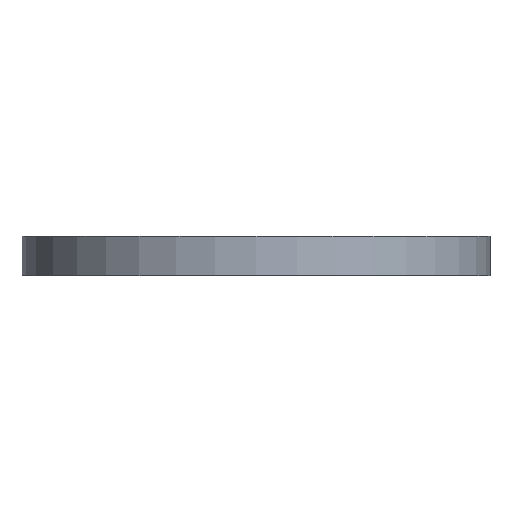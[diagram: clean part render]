
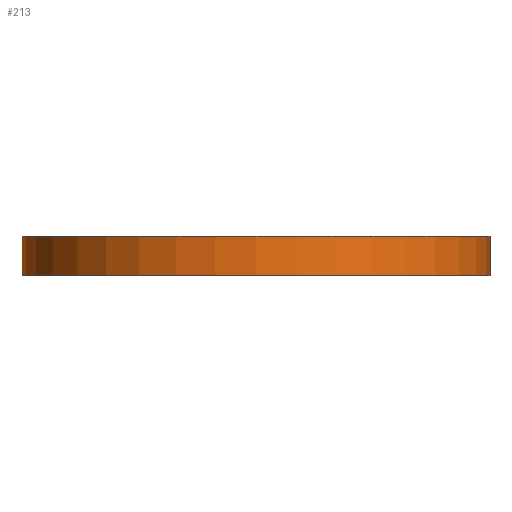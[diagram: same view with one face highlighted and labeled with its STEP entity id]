
A CAD part, front view. The second image highlights one B-rep face of the part: STEP entity #213.
In plain terms, the highlighted cylindrical face has radius 30 mm (diameter 60 mm), a partial arc.
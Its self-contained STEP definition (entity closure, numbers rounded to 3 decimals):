
#15 = DIRECTION ( 'NONE',  ( 0., 0., 1. ) ) ;
#21 = CARTESIAN_POINT ( 'NONE',  ( -30.113, -0.137, 5. ) ) ;
#25 = DIRECTION ( 'NONE',  ( 0., 0., -1. ) ) ;
#81 = AXIS2_PLACEMENT_3D ( 'NONE', #1337, #512, #1237 ) ;
#88 = CARTESIAN_POINT ( 'NONE',  ( -30.113, -0.137, 0. ) ) ;
#163 = VERTEX_POINT ( 'NONE', #1349 ) ;
#169 = CARTESIAN_POINT ( 'NONE',  ( 29.887, -0.137, 5. ) ) ;
#213 = ADVANCED_FACE ( 'NONE', ( #877 ), #1389, .T. ) ;
#287 = DIRECTION ( 'NONE',  ( 0., 0., -1. ) ) ;
#293 = LINE ( 'NONE', #169, #1506 ) ;
#325 = ORIENTED_EDGE ( 'NONE', *, *, #1124, .T. ) ;
#350 = VERTEX_POINT ( 'NONE', #88 ) ;
#416 = CIRCLE ( 'NONE', #81, 30. ) ;
#421 = DIRECTION ( 'NONE',  ( -1., 0., 0. ) ) ;
#512 = DIRECTION ( 'NONE',  ( 0., 0., 1. ) ) ;
#609 = VERTEX_POINT ( 'NONE', #649 ) ;
#620 = LINE ( 'NONE', #21, #985 ) ;
#649 = CARTESIAN_POINT ( 'NONE',  ( 29.887, -0.137, 0. ) ) ;
#694 = ORIENTED_EDGE ( 'NONE', *, *, #715, .F. ) ;
#715 = EDGE_CURVE ( 'NONE', #163, #609, #293, .T. ) ;
#734 = CARTESIAN_POINT ( 'NONE',  ( -0.113, -0.137, 0. ) ) ;
#868 = AXIS2_PLACEMENT_3D ( 'NONE', #1507, #287, #421 ) ;
#869 = DIRECTION ( 'NONE',  ( 1., 0., 0. ) ) ;
#871 = DIRECTION ( 'NONE',  ( 0., 0., -1. ) ) ;
#877 = FACE_OUTER_BOUND ( 'NONE', #1477, .T. ) ;
#942 = VERTEX_POINT ( 'NONE', #1070 ) ;
#957 = ORIENTED_EDGE ( 'NONE', *, *, #1212, .T. ) ;
#959 = AXIS2_PLACEMENT_3D ( 'NONE', #734, #15, #869 ) ;
#965 = CIRCLE ( 'NONE', #959, 30. ) ;
#985 = VECTOR ( 'NONE', #25, 1000. ) ;
#1070 = CARTESIAN_POINT ( 'NONE',  ( -30.113, -0.137, 5. ) ) ;
#1124 = EDGE_CURVE ( 'NONE', #350, #609, #965, .T. ) ;
#1144 = EDGE_CURVE ( 'NONE', #942, #163, #416, .T. ) ;
#1212 = EDGE_CURVE ( 'NONE', #942, #350, #620, .T. ) ;
#1237 = DIRECTION ( 'NONE',  ( 1., 0., 0. ) ) ;
#1312 = ORIENTED_EDGE ( 'NONE', *, *, #1144, .F. ) ;
#1337 = CARTESIAN_POINT ( 'NONE',  ( -0.113, -0.137, 5. ) ) ;
#1349 = CARTESIAN_POINT ( 'NONE',  ( 29.887, -0.137, 5. ) ) ;
#1389 = CYLINDRICAL_SURFACE ( 'NONE', #868, 30. ) ;
#1477 = EDGE_LOOP ( 'NONE', ( #694, #1312, #957, #325 ) ) ;
#1506 = VECTOR ( 'NONE', #871, 1000. ) ;
#1507 = CARTESIAN_POINT ( 'NONE',  ( -0.113, -0.137, 5. ) ) ;
